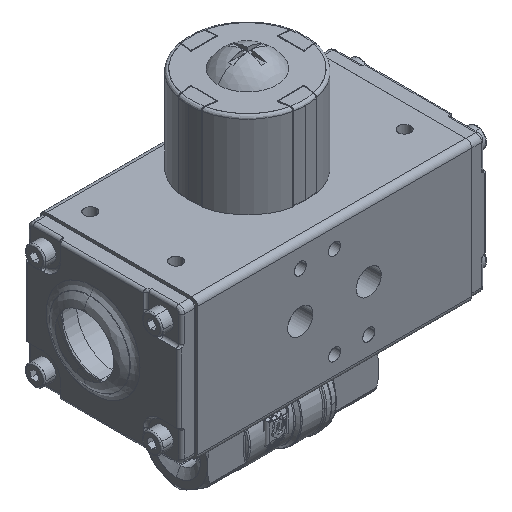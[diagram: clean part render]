
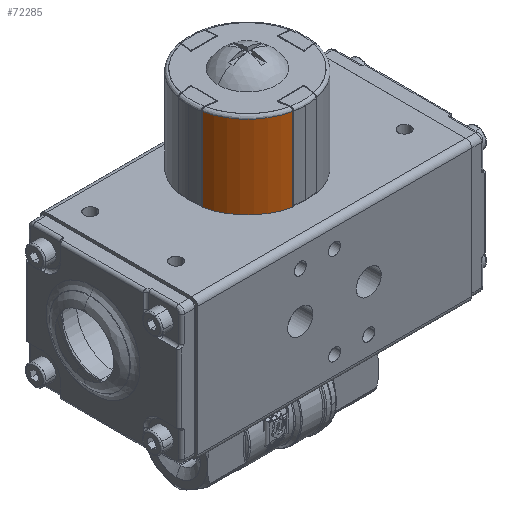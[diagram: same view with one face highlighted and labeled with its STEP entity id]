
A CAD part, isometric view. The second image highlights one B-rep face of the part: STEP entity #72285.
In plain terms, the highlighted cylindrical face has radius 20.5 mm (diameter 41 mm), a partial arc.
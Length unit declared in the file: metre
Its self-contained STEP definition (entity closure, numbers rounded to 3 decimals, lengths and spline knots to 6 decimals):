
#54 = LINE ( 'NONE', #78485, #41097 ) ;
#169 = ORIENTED_EDGE ( 'NONE', *, *, #15634, .T. ) ;
#983 = EDGE_LOOP ( 'NONE', ( #169, #67373, #65864, #53859 ) ) ;
#1394 = EDGE_CURVE ( 'NONE', #33889, #37295, #78480, .T. ) ;
#2966 = DIRECTION ( 'NONE',  ( -1., 0., 0. ) ) ;
#12957 = DIRECTION ( 'NONE',  ( 0., 0., 1. ) ) ;
#15634 = EDGE_CURVE ( 'NONE', #42285, #33889, #66061, .T. ) ;
#16310 = DIRECTION ( 'NONE',  ( 0., 0., 1. ) ) ;
#18458 = DIRECTION ( 'NONE',  ( 0., 0., -1. ) ) ;
#19609 = CARTESIAN_POINT ( 'NONE',  ( -0.091039, -0.009283, 0.16047 ) ) ;
#24557 = DIRECTION ( 'NONE',  ( -1., 0., 0. ) ) ;
#24687 = VECTOR ( 'NONE', #72539, 1. ) ;
#25257 = DIRECTION ( 'NONE',  ( -1., 0., 0. ) ) ;
#29744 = AXIS2_PLACEMENT_3D ( 'NONE', #84037, #18458, #24557 ) ;
#32953 = CIRCLE ( 'NONE', #60733, 0.0205 ) ;
#33889 = VERTEX_POINT ( 'NONE', #43459 ) ;
#37295 = VERTEX_POINT ( 'NONE', #82077 ) ;
#38073 = CARTESIAN_POINT ( 'NONE',  ( -0.091039, -0.009283, 0.15947 ) ) ;
#41097 = VECTOR ( 'NONE', #12957, 1. ) ;
#42285 = VERTEX_POINT ( 'NONE', #38073 ) ;
#43459 = CARTESIAN_POINT ( 'NONE',  ( -0.091039, -0.009283, 0.13047 ) ) ;
#45235 = DIRECTION ( 'NONE',  ( 0., 0., -1. ) ) ;
#48900 = CARTESIAN_POINT ( 'NONE',  ( -0.070943, -0.005233, 0.13047 ) ) ;
#51561 = VERTEX_POINT ( 'NONE', #81364 ) ;
#53859 = ORIENTED_EDGE ( 'NONE', *, *, #84189, .T. ) ;
#57158 = CYLINDRICAL_SURFACE ( 'NONE', #29744, 0.0205 ) ;
#60733 = AXIS2_PLACEMENT_3D ( 'NONE', #84746, #45235, #25257 ) ;
#65864 = ORIENTED_EDGE ( 'NONE', *, *, #75496, .T. ) ;
#66061 = LINE ( 'NONE', #19609, #24687 ) ;
#67373 = ORIENTED_EDGE ( 'NONE', *, *, #1394, .T. ) ;
#71851 = FACE_OUTER_BOUND ( 'NONE', #983, .T. ) ;
#72285 = ADVANCED_FACE ( 'NONE', ( #71851 ), #57158, .T. ) ;
#72539 = DIRECTION ( 'NONE',  ( 0., 0., -1. ) ) ;
#75496 = EDGE_CURVE ( 'NONE', #37295, #51561, #54, .T. ) ;
#77113 = AXIS2_PLACEMENT_3D ( 'NONE', #48900, #16310, #2966 ) ;
#78480 = CIRCLE ( 'NONE', #77113, 0.0205 ) ;
#78485 = CARTESIAN_POINT ( 'NONE',  ( -0.074993, -0.025329, 0.16047 ) ) ;
#81364 = CARTESIAN_POINT ( 'NONE',  ( -0.074993, -0.025329, 0.15947 ) ) ;
#82077 = CARTESIAN_POINT ( 'NONE',  ( -0.074993, -0.025329, 0.13047 ) ) ;
#84037 = CARTESIAN_POINT ( 'NONE',  ( -0.070943, -0.005233, 0.16047 ) ) ;
#84189 = EDGE_CURVE ( 'NONE', #51561, #42285, #32953, .T. ) ;
#84746 = CARTESIAN_POINT ( 'NONE',  ( -0.070943, -0.005233, 0.15947 ) ) ;
